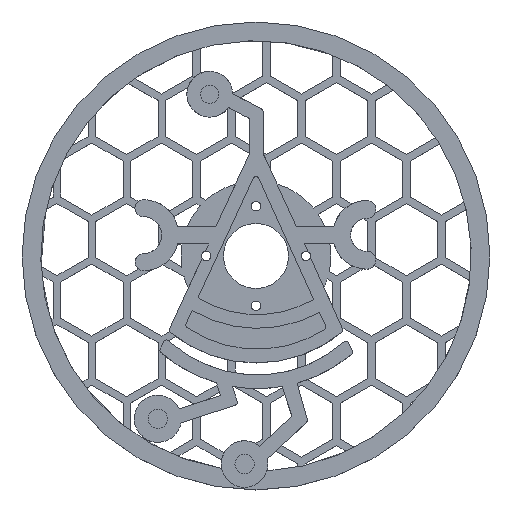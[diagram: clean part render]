
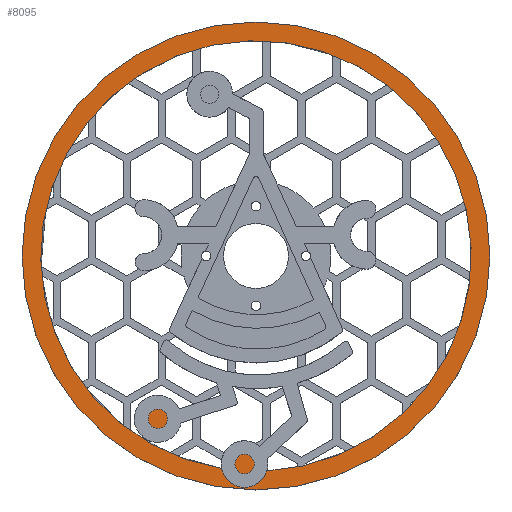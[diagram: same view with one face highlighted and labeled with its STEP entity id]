
A CAD part, top view. The second image highlights one B-rep face of the part: STEP entity #8095.
In plain terms, the highlighted planar face has unit normal (0, 0, 1).
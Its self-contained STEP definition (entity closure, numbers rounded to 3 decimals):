
#26=FACE_BOUND('',#1048,.T.);
#170=CIRCLE('',#8541,0.5);
#171=CIRCLE('',#8543,37.5);
#172=CIRCLE('',#8544,37.5);
#173=CIRCLE('',#8545,0.5);
#174=CIRCLE('',#8546,23.564);
#175=CIRCLE('',#8547,3.767);
#176=CIRCLE('',#8548,0.5);
#177=CIRCLE('',#8549,23.564);
#178=CIRCLE('',#8550,3.733);
#179=CIRCLE('',#8551,34.5);
#180=CIRCLE('',#8552,3.733);
#181=CIRCLE('',#8553,0.5);
#182=CIRCLE('',#8554,23.564);
#183=CIRCLE('',#8555,0.5);
#184=CIRCLE('',#8556,0.5);
#185=CIRCLE('',#8557,21.034);
#683=FACE_OUTER_BOUND('',#1047,.T.);
#1047=EDGE_LOOP('',(#6289,#6290));
#1048=EDGE_LOOP('',(#6291,#6292,#6293,#6294,#6295,#6296,#6297,#6298,#6299,
#6300,#6301,#6302,#6303,#6304,#6305,#6306,#6307,#6308,#6309,#6310,#6311,
#6312,#6313,#6314));
#1957=LINE('',#12651,#2895);
#1958=LINE('',#12657,#2896);
#1959=LINE('',#12659,#2897);
#1960=LINE('',#12663,#2898);
#1961=LINE('',#12667,#2899);
#1962=LINE('',#12671,#2900);
#1963=LINE('',#12673,#2901);
#1964=LINE('',#12681,#2902);
#1965=LINE('',#12685,#2903);
#1966=LINE('',#12691,#2904);
#2895=VECTOR('',#10164,10.);
#2896=VECTOR('',#10169,10.);
#2897=VECTOR('',#10170,10.);
#2898=VECTOR('',#10173,10.);
#2899=VECTOR('',#10176,10.);
#2900=VECTOR('',#10179,10.);
#2901=VECTOR('',#10180,10.);
#2902=VECTOR('',#10187,10.);
#2903=VECTOR('',#10190,10.);
#2904=VECTOR('',#10195,10.);
#3695=VERTEX_POINT('',#12640);
#3696=VERTEX_POINT('',#12641);
#3697=VERTEX_POINT('',#12646);
#3698=VERTEX_POINT('',#12647);
#3699=VERTEX_POINT('',#12650);
#3700=VERTEX_POINT('',#12652);
#3701=VERTEX_POINT('',#12654);
#3702=VERTEX_POINT('',#12656);
#3703=VERTEX_POINT('',#12658);
#3704=VERTEX_POINT('',#12660);
#3705=VERTEX_POINT('',#12662);
#3706=VERTEX_POINT('',#12664);
#3707=VERTEX_POINT('',#12666);
#3708=VERTEX_POINT('',#12668);
#3709=VERTEX_POINT('',#12670);
#3710=VERTEX_POINT('',#12672);
#3711=VERTEX_POINT('',#12674);
#3712=VERTEX_POINT('',#12676);
#3713=VERTEX_POINT('',#12678);
#3714=VERTEX_POINT('',#12680);
#3715=VERTEX_POINT('',#12682);
#3716=VERTEX_POINT('',#12684);
#3717=VERTEX_POINT('',#12686);
#3718=VERTEX_POINT('',#12688);
#3719=VERTEX_POINT('',#12690);
#3720=VERTEX_POINT('',#12692);
#4714=EDGE_CURVE('',#3695,#3696,#170,.T.);
#4717=EDGE_CURVE('',#3697,#3698,#171,.T.);
#4718=EDGE_CURVE('',#3698,#3697,#172,.T.);
#4719=EDGE_CURVE('',#3695,#3699,#1957,.T.);
#4720=EDGE_CURVE('',#3700,#3699,#173,.T.);
#4721=EDGE_CURVE('',#3700,#3701,#174,.T.);
#4722=EDGE_CURVE('',#3701,#3702,#1958,.T.);
#4723=EDGE_CURVE('',#3702,#3703,#1959,.T.);
#4724=EDGE_CURVE('',#3703,#3704,#175,.T.);
#4725=EDGE_CURVE('',#3704,#3705,#1960,.T.);
#4726=EDGE_CURVE('',#3706,#3705,#176,.T.);
#4727=EDGE_CURVE('',#3706,#3707,#1961,.T.);
#4728=EDGE_CURVE('',#3707,#3708,#177,.T.);
#4729=EDGE_CURVE('',#3708,#3709,#1962,.T.);
#4730=EDGE_CURVE('',#3709,#3710,#1963,.T.);
#4731=EDGE_CURVE('',#3710,#3711,#178,.T.);
#4732=EDGE_CURVE('',#3711,#3712,#179,.T.);
#4733=EDGE_CURVE('',#3712,#3713,#180,.T.);
#4734=EDGE_CURVE('',#3713,#3714,#1964,.T.);
#4735=EDGE_CURVE('',#3715,#3714,#181,.T.);
#4736=EDGE_CURVE('',#3715,#3716,#1965,.T.);
#4737=EDGE_CURVE('',#3716,#3717,#182,.T.);
#4738=EDGE_CURVE('',#3718,#3717,#183,.T.);
#4739=EDGE_CURVE('',#3718,#3719,#1966,.T.);
#4740=EDGE_CURVE('',#3720,#3719,#184,.T.);
#4741=EDGE_CURVE('',#3720,#3696,#185,.T.);
#6289=ORIENTED_EDGE('',*,*,#4717,.T.);
#6290=ORIENTED_EDGE('',*,*,#4718,.T.);
#6291=ORIENTED_EDGE('',*,*,#4714,.F.);
#6292=ORIENTED_EDGE('',*,*,#4719,.T.);
#6293=ORIENTED_EDGE('',*,*,#4720,.F.);
#6294=ORIENTED_EDGE('',*,*,#4721,.T.);
#6295=ORIENTED_EDGE('',*,*,#4722,.T.);
#6296=ORIENTED_EDGE('',*,*,#4723,.T.);
#6297=ORIENTED_EDGE('',*,*,#4724,.T.);
#6298=ORIENTED_EDGE('',*,*,#4725,.T.);
#6299=ORIENTED_EDGE('',*,*,#4726,.F.);
#6300=ORIENTED_EDGE('',*,*,#4727,.T.);
#6301=ORIENTED_EDGE('',*,*,#4728,.T.);
#6302=ORIENTED_EDGE('',*,*,#4729,.T.);
#6303=ORIENTED_EDGE('',*,*,#4730,.T.);
#6304=ORIENTED_EDGE('',*,*,#4731,.T.);
#6305=ORIENTED_EDGE('',*,*,#4732,.T.);
#6306=ORIENTED_EDGE('',*,*,#4733,.T.);
#6307=ORIENTED_EDGE('',*,*,#4734,.T.);
#6308=ORIENTED_EDGE('',*,*,#4735,.F.);
#6309=ORIENTED_EDGE('',*,*,#4736,.T.);
#6310=ORIENTED_EDGE('',*,*,#4737,.T.);
#6311=ORIENTED_EDGE('',*,*,#4738,.F.);
#6312=ORIENTED_EDGE('',*,*,#4739,.T.);
#6313=ORIENTED_EDGE('',*,*,#4740,.F.);
#6314=ORIENTED_EDGE('',*,*,#4741,.T.);
#7815=PLANE('',#8542);
#8095=ADVANCED_FACE('',(#683,#26),#7815,.T.);
#8541=AXIS2_PLACEMENT_3D('',#12642,#10154,#10155);
#8542=AXIS2_PLACEMENT_3D('',#12645,#10158,#10159);
#8543=AXIS2_PLACEMENT_3D('',#12648,#10160,#10161);
#8544=AXIS2_PLACEMENT_3D('',#12649,#10162,#10163);
#8545=AXIS2_PLACEMENT_3D('',#12653,#10165,#10166);
#8546=AXIS2_PLACEMENT_3D('',#12655,#10167,#10168);
#8547=AXIS2_PLACEMENT_3D('',#12661,#10171,#10172);
#8548=AXIS2_PLACEMENT_3D('',#12665,#10174,#10175);
#8549=AXIS2_PLACEMENT_3D('',#12669,#10177,#10178);
#8550=AXIS2_PLACEMENT_3D('',#12675,#10181,#10182);
#8551=AXIS2_PLACEMENT_3D('',#12677,#10183,#10184);
#8552=AXIS2_PLACEMENT_3D('',#12679,#10185,#10186);
#8553=AXIS2_PLACEMENT_3D('',#12683,#10188,#10189);
#8554=AXIS2_PLACEMENT_3D('',#12687,#10191,#10192);
#8555=AXIS2_PLACEMENT_3D('',#12689,#10193,#10194);
#8556=AXIS2_PLACEMENT_3D('',#12693,#10196,#10197);
#8557=AXIS2_PLACEMENT_3D('',#12694,#10198,#10199);
#10154=DIRECTION('center_axis',(0.,0.,-1.));
#10155=DIRECTION('ref_axis',(-0.199,0.98,0.));
#10158=DIRECTION('center_axis',(0.,0.,1.));
#10159=DIRECTION('ref_axis',(1.,0.,0.));
#10160=DIRECTION('center_axis',(0.,0.,1.));
#10161=DIRECTION('ref_axis',(1.,0.,0.));
#10162=DIRECTION('center_axis',(0.,0.,1.));
#10163=DIRECTION('ref_axis',(1.,0.,0.));
#10164=DIRECTION('',(-0.418,-0.908,0.));
#10165=DIRECTION('center_axis',(0.,0.,-1.));
#10166=DIRECTION('ref_axis',(-0.977,-0.211,0.));
#10167=DIRECTION('center_axis',(0.,0.,1.));
#10168=DIRECTION('ref_axis',(-0.666,-0.746,0.));
#10169=DIRECTION('',(0.302,-0.953,0.));
#10170=DIRECTION('',(-0.953,-0.302,0.));
#10171=DIRECTION('center_axis',(0.,0.,1.));
#10172=DIRECTION('ref_axis',(1.,0.,0.));
#10173=DIRECTION('',(0.952,0.307,0.));
#10174=DIRECTION('center_axis',(0.,0.,-1.));
#10175=DIRECTION('ref_axis',(0.89,-0.456,0.));
#10176=DIRECTION('',(-0.307,0.952,0.));
#10177=DIRECTION('center_axis',(0.,0.,1.));
#10178=DIRECTION('ref_axis',(-0.666,-0.746,0.));
#10179=DIRECTION('',(0.307,-0.952,0.));
#10180=DIRECTION('',(-0.734,-0.679,0.));
#10181=DIRECTION('center_axis',(0.,0.,1.));
#10182=DIRECTION('ref_axis',(1.,0.,0.));
#10183=DIRECTION('center_axis',(0.,0.,-1.));
#10184=DIRECTION('ref_axis',(1.,0.,0.));
#10185=DIRECTION('center_axis',(0.,0.,1.));
#10186=DIRECTION('ref_axis',(1.,0.,0.));
#10187=DIRECTION('',(0.73,0.683,0.));
#10188=DIRECTION('center_axis',(0.,0.,-1.));
#10189=DIRECTION('ref_axis',(0.963,-0.27,0.));
#10190=DIRECTION('',(-0.269,0.963,0.));
#10191=DIRECTION('center_axis',(0.,0.,1.));
#10192=DIRECTION('ref_axis',(-0.666,-0.746,0.));
#10193=DIRECTION('center_axis',(0.,0.,-1.));
#10194=DIRECTION('ref_axis',(0.974,-0.225,0.));
#10195=DIRECTION('',(-0.408,0.913,0.));
#10196=DIRECTION('center_axis',(0.,0.,-1.));
#10197=DIRECTION('ref_axis',(0.211,0.977,0.));
#10198=DIRECTION('center_axis',(0.,0.,-1.));
#10199=DIRECTION('ref_axis',(-0.698,-0.716,0.));
#12640=CARTESIAN_POINT('',(-14.806,-13.751,0.));
#12641=CARTESIAN_POINT('',(-14.015,-13.59,0.));
#12642=CARTESIAN_POINT('Origin',(-14.352,-13.96,0.));
#12645=CARTESIAN_POINT('Origin',(0.,0.,0.));
#12646=CARTESIAN_POINT('',(37.5,0.,0.));
#12647=CARTESIAN_POINT('',(-37.5,0.,0.));
#12648=CARTESIAN_POINT('Origin',(0.,0.,0.));
#12649=CARTESIAN_POINT('Origin',(0.,0.,0.));
#12650=CARTESIAN_POINT('',(-15.347,-14.924,0.));
#12651=CARTESIAN_POINT('',(-10.753,-4.95,0.));
#12652=CARTESIAN_POINT('',(-15.22,-15.511,0.));
#12653=CARTESIAN_POINT('Origin',(-14.892,-15.133,0.));
#12654=CARTESIAN_POINT('',(-6.329,-20.332,0.));
#12655=CARTESIAN_POINT('Origin',(0.197,2.311,0.));
#12656=CARTESIAN_POINT('',(-5.683,-22.371,0.));
#12657=CARTESIAN_POINT('',(-8.966,-12.003,0.));
#12658=CARTESIAN_POINT('',(-12.324,-24.473,0.));
#12659=CARTESIAN_POINT('',(0.118,-20.534,0.));
#12660=CARTESIAN_POINT('',(-12.011,-26.716,0.));
#12661=CARTESIAN_POINT('Origin',(-15.726,-26.09,0.));
#12662=CARTESIAN_POINT('',(-3.314,-23.914,0.));
#12663=CARTESIAN_POINT('',(-2.672,-23.707,0.));
#12664=CARTESIAN_POINT('',(-2.992,-23.285,0.));
#12665=CARTESIAN_POINT('Origin',(-3.468,-23.438,0.));
#12666=CARTESIAN_POINT('',(-3.754,-20.92,0.));
#12667=CARTESIAN_POINT('',(-6.172,-13.411,0.));
#12668=CARTESIAN_POINT('',(4.211,-20.909,0.));
#12669=CARTESIAN_POINT('Origin',(0.197,2.311,0.));
#12670=CARTESIAN_POINT('',(5.766,-25.734,0.));
#12671=CARTESIAN_POINT('',(0.963,-10.823,0.));
#12672=CARTESIAN_POINT('',(0.592,-30.519,0.));
#12673=CARTESIAN_POINT('',(10.626,-21.238,0.));
#12674=CARTESIAN_POINT('',(-5.503,-34.058,0.));
#12675=CARTESIAN_POINT('Origin',(-1.837,-33.354,0.));
#12676=CARTESIAN_POINT('',(1.729,-34.457,0.));
#12677=CARTESIAN_POINT('Origin',(0.,0.,0.));
#12678=CARTESIAN_POINT('',(1.802,-32.52,0.));
#12679=CARTESIAN_POINT('Origin',(-1.837,-33.354,0.));
#12680=CARTESIAN_POINT('',(8.079,-26.65,0.));
#12681=CARTESIAN_POINT('',(9.433,-25.384,0.));
#12682=CARTESIAN_POINT('',(8.219,-26.15,0.));
#12683=CARTESIAN_POINT('Origin',(7.738,-26.285,0.));
#12684=CARTESIAN_POINT('',(6.601,-20.367,0.));
#12685=CARTESIAN_POINT('',(4.57,-13.104,0.));
#12686=CARTESIAN_POINT('',(15.293,-15.783,0.));
#12687=CARTESIAN_POINT('Origin',(0.197,2.311,0.));
#12688=CARTESIAN_POINT('',(15.43,-15.194,0.));
#12689=CARTESIAN_POINT('Origin',(14.973,-15.399,0.));
#12690=CARTESIAN_POINT('',(14.883,-13.973,0.));
#12691=CARTESIAN_POINT('',(11.386,-6.16,0.));
#12692=CARTESIAN_POINT('',(14.095,-13.803,0.));
#12693=CARTESIAN_POINT('Origin',(14.427,-14.177,0.));
#12694=CARTESIAN_POINT('Origin',(0.158,1.952,0.));
